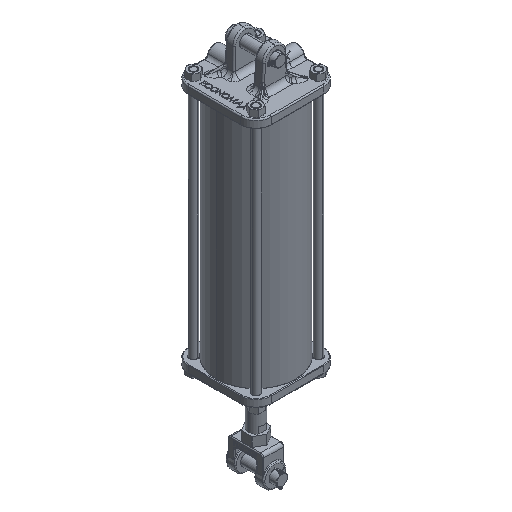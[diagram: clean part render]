
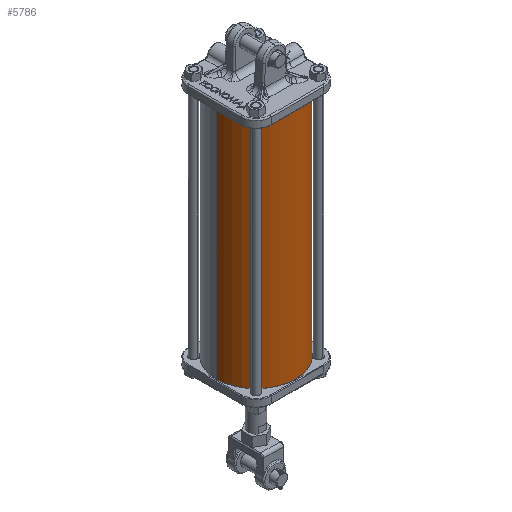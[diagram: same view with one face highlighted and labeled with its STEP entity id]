
A CAD part, isometric view. The second image highlights one B-rep face of the part: STEP entity #5786.
In plain terms, the highlighted cylindrical face has radius 66.675 mm (diameter 133.35 mm), a partial arc.
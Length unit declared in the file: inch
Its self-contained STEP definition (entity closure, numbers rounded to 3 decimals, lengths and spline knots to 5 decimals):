
#897 = DIRECTION ( 'NONE',  ( 0., 0., 1. ) ) ;
#1350 = VERTEX_POINT ( 'NONE', #19772 ) ;
#1500 = DIRECTION ( 'NONE',  ( 1., 0., 0. ) ) ;
#1511 = CARTESIAN_POINT ( 'NONE',  ( -2.625, 0., 0. ) ) ;
#1699 = CARTESIAN_POINT ( 'NONE',  ( -2.625, 0., 15.75 ) ) ;
#5786 = ADVANCED_FACE ( 'NONE', ( #54837 ), #55137, .T. ) ;
#6124 = DIRECTION ( 'NONE',  ( 0., 0., -1. ) ) ;
#7941 = LINE ( 'NONE', #17586, #58973 ) ;
#9755 = CIRCLE ( 'NONE', #38527, 2.625 ) ;
#9907 = VERTEX_POINT ( 'NONE', #1511 ) ;
#11367 = EDGE_CURVE ( 'NONE', #16495, #9907, #7941, .T. ) ;
#16495 = VERTEX_POINT ( 'NONE', #1699 ) ;
#17586 = CARTESIAN_POINT ( 'NONE',  ( -2.625, 0., 15.75 ) ) ;
#19772 = CARTESIAN_POINT ( 'NONE',  ( 2.625, 0., 15.75 ) ) ;
#19977 = DIRECTION ( 'NONE',  ( 1., 0., 0. ) ) ;
#21433 = VECTOR ( 'NONE', #6124, 39.37008 ) ;
#22118 = VERTEX_POINT ( 'NONE', #28217 ) ;
#23440 = CIRCLE ( 'NONE', #45212, 2.625 ) ;
#24171 = CARTESIAN_POINT ( 'NONE',  ( 2.625, 0., 15.75 ) ) ;
#24357 = ORIENTED_EDGE ( 'NONE', *, *, #11367, .T. ) ;
#26612 = DIRECTION ( 'NONE',  ( 0., 0., -1. ) ) ;
#28217 = CARTESIAN_POINT ( 'NONE',  ( 2.625, 0., 0. ) ) ;
#31167 = AXIS2_PLACEMENT_3D ( 'NONE', #50505, #31908, #45560 ) ;
#31908 = DIRECTION ( 'NONE',  ( 0., 0., -1. ) ) ;
#33934 = CARTESIAN_POINT ( 'NONE',  ( 0., 0., 15.75 ) ) ;
#38334 = EDGE_CURVE ( 'NONE', #1350, #22118, #38422, .T. ) ;
#38422 = LINE ( 'NONE', #24171, #21433 ) ;
#38527 = AXIS2_PLACEMENT_3D ( 'NONE', #53626, #897, #1500 ) ;
#40261 = ORIENTED_EDGE ( 'NONE', *, *, #47743, .T. ) ;
#41106 = EDGE_CURVE ( 'NONE', #16495, #1350, #23440, .T. ) ;
#44180 = EDGE_LOOP ( 'NONE', ( #54516, #45277, #24357, #40261 ) ) ;
#45212 = AXIS2_PLACEMENT_3D ( 'NONE', #33934, #52829, #19977 ) ;
#45277 = ORIENTED_EDGE ( 'NONE', *, *, #41106, .F. ) ;
#45560 = DIRECTION ( 'NONE',  ( -1., 0., 0. ) ) ;
#47743 = EDGE_CURVE ( 'NONE', #9907, #22118, #9755, .T. ) ;
#50505 = CARTESIAN_POINT ( 'NONE',  ( 0., 0., 15.75 ) ) ;
#52829 = DIRECTION ( 'NONE',  ( 0., 0., 1. ) ) ;
#53626 = CARTESIAN_POINT ( 'NONE',  ( 0., 0., 0. ) ) ;
#54516 = ORIENTED_EDGE ( 'NONE', *, *, #38334, .F. ) ;
#54837 = FACE_OUTER_BOUND ( 'NONE', #44180, .T. ) ;
#55137 = CYLINDRICAL_SURFACE ( 'NONE', #31167, 2.625 ) ;
#58973 = VECTOR ( 'NONE', #26612, 39.37008 ) ;
